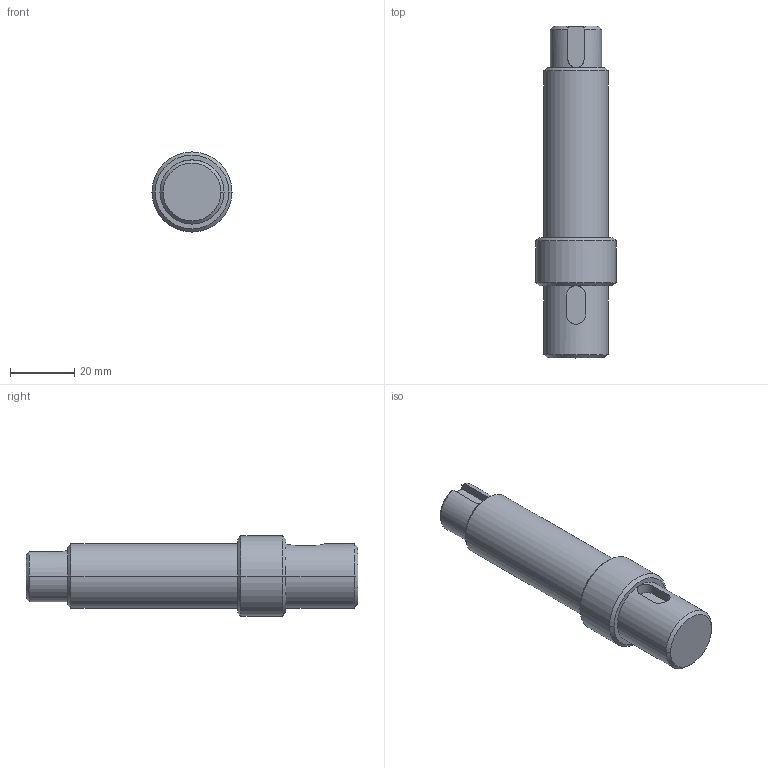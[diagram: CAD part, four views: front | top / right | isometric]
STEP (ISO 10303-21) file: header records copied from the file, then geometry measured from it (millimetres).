
FILE_DESCRIPTION(/* description */ (''),/* implementation_level */ '2;1');
FILE_NAME(/* name */ '1000-175-C007X01.step',/* time_stamp */ '2024-08-24T11:52:09+08:00',/* author */ (''),/* organization */ (''),/* preprocessor_version */ 'ST-DEVELOPER v16.7',/* originating_system */ 'SIEMENS PLM Software NX 12.0',/* authorisation */ '');
FILE_SCHEMA (('AUTOMOTIVE_DESIGN { 1 0 10303 214 3 1 1 1 }'));
Length unit declared in the file: millimetre
Products named in the file (1): 1000-175-C007X01_step
Bounding box: 25 x 103.5 x 25 mm (x, y, z)
Volume: 33140.1 mm3; surface area: 7516.1 mm2
Topology: 1 solids, 1 shells, 36 faces, 81 edges, 50 vertices
Faces by surface type: cylinder 14, cone 11, plane 11
Entity records: 1112 total; most frequent: CARTESIAN_POINT 270, DIRECTION 181, ORIENTED_EDGE 162, EDGE_CURVE 81, AXIS2_PLACEMENT_3D 72, VERTEX_POINT 50, EDGE_LOOP 39, LINE 37
